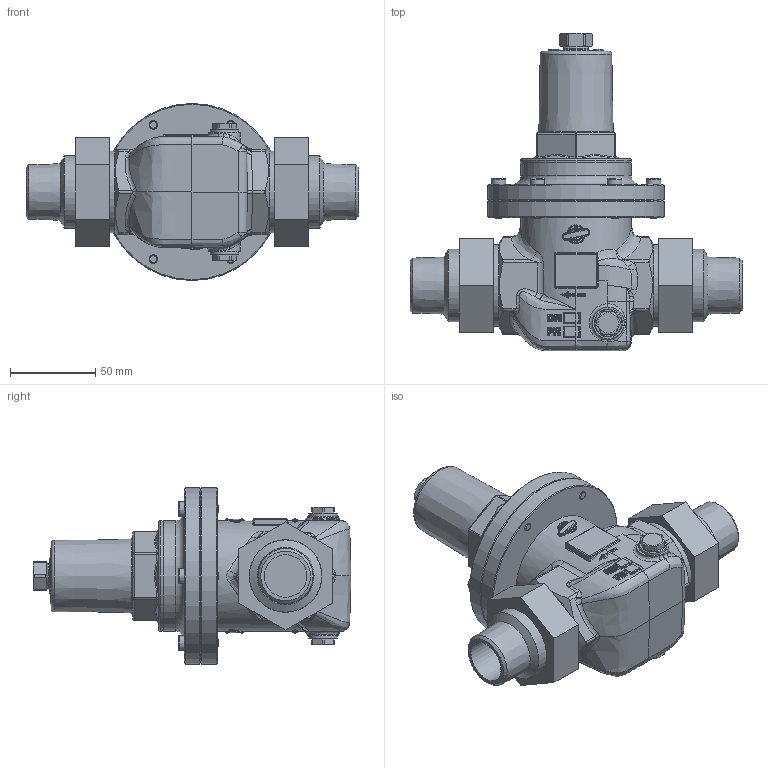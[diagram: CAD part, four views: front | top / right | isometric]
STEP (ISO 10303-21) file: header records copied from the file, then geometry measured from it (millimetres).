
FILE_DESCRIPTION(/* description */ (''),/* implementation_level */ '2;1');
FILE_NAME(/* name */ '075004-R0330.stp',/* time_stamp */ '2023-02-17T12:58:14+01:00',/* author */ ('gninka'),/* organization */ (''),/* preprocessor_version */ 'ST-DEVELOPER v19',/* originating_system */ 'Autodesk Inventor 2023',/* authorisation */ '');
FILE_SCHEMA (('AUTOMOTIVE_DESIGN { 1 0 10303 214 3 1 1 }'));
Products named in the file (1): 075004-R6330.20221213_step
Bounding box: 195 x 186.62 x 104 mm (x, y, z)
Volume: 818703.6 mm3; surface area: 82456.9 mm2
Topology: 1 solids, 2 shells, 897 faces, 2293 edges, 1439 vertices
Faces by surface type: bspline 396, plane 259, cylinder 133, cone 59, torus 36, sphere 14
Full cylindrical faces by diameter (mm): 2 x1, 5 x7, 8.5 x6, 10 x1, 10.2 x1, 15 x1, 16.5 x2, 25 x2, 42.5 x2, 42.7 x2, 48 x2, 60 x1, 65 x2, 104 x2
Entity records: 42870 total; most frequent: CARTESIAN_POINT 24337, ORIENTED_EDGE 4566, DIRECTION 2696, EDGE_CURVE 2283, VERTEX_POINT 1439, AXIS2_PLACEMENT_3D 1067, B_SPLINE_CURVE_WITH_KNOTS 1054, EDGE_LOOP 948
